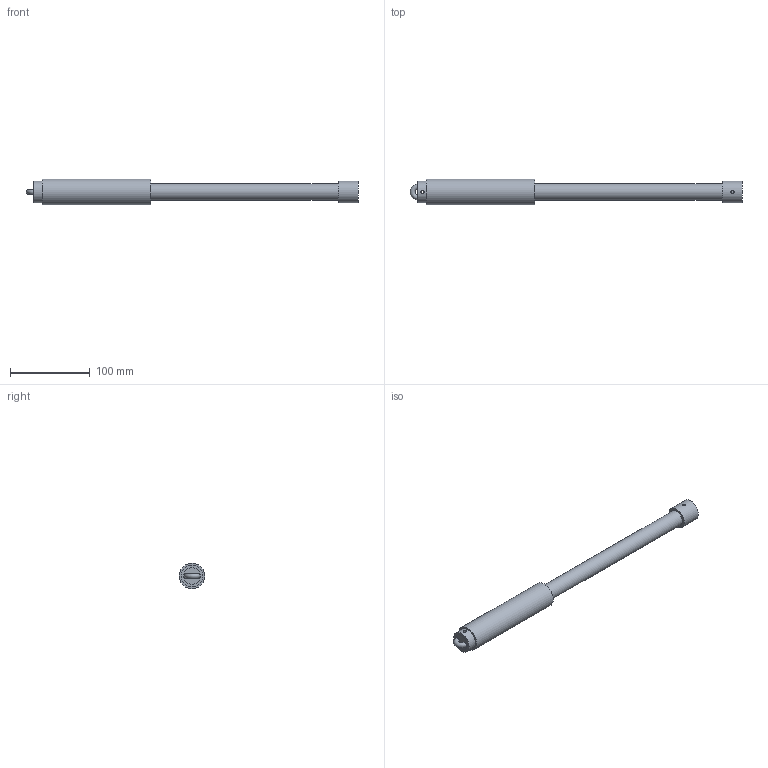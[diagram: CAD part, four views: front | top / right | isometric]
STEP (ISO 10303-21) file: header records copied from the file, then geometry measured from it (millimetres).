
FILE_DESCRIPTION(('FreeCAD Model'),'2;1');
FILE_NAME('SmartPoi1Incomplete.step','2017-08-23T09:46:17', ('Author'),(''),'Open CASCADE STEP processor 6.9','FreeCAD','Unknown' );
FILE_SCHEMA(('AUTOMOTIVE_DESIGN_CC2 { 1 2 10303 214 -1 1 5 4 }'));
Length unit declared in the file: millimetre
Products named in the file (9): ASSEMBLY; CircuitBoardWithMountingHoles; topBit; 20mmODTube002; CenterStrip; finalEndCap; PoiHandleConnectorForKim; TopPieceFinal_2; TopTube
Assembly tree (8 placements, depth 2):
  ASSEMBLY
    CircuitBoardWithMountingHoles
    topBit
    20mmODTube002
    CenterStrip
    finalEndCap
    PoiHandleConnectorForKim
    TopPieceFinal_2
    TopTube
Bounding box: 416.7 x 32 x 32 mm (x, y, z)
Volume: 159009.5 mm3; surface area: 70455.1 mm2
Topology: 8 solids, 8 shells, 54 faces, 117 edges, 76 vertices
Faces by surface type: plane 30, cylinder 23, torus 1
Full cylindrical faces by diameter (mm): 1 x4, 4 x9, 20.2 x2, 20.4 x3, 27.12 x2, 27.16 x2, 32 x1
Entity records: 17257 total; most frequent: CARTESIAN_POINT 14575, DIRECTION 430, ORIENTED_EDGE 234, PCURVE 234, DEFINITIONAL_REPRESENTATION 234, LINE 200, VECTOR 200, EDGE_CURVE 117
